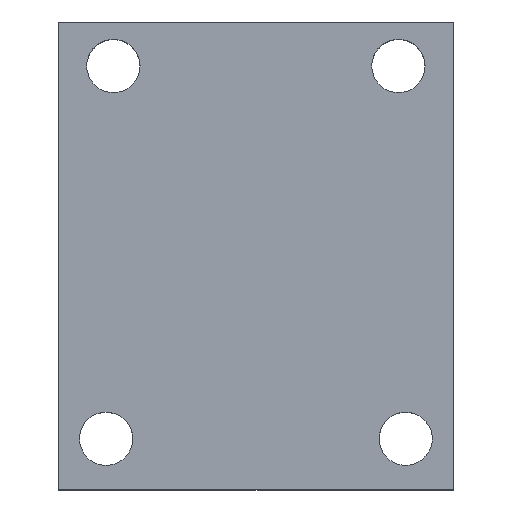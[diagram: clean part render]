
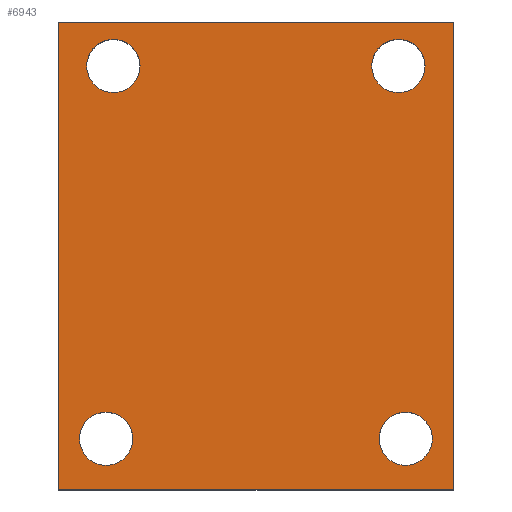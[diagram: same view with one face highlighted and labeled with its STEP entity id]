
A CAD part, top view. The second image highlights one B-rep face of the part: STEP entity #6943.
In plain terms, the highlighted planar face has unit normal (0, 0, 1).
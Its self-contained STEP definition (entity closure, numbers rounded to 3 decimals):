
#656=FACE_BOUND('',#1627,.T.);
#657=FACE_BOUND('',#1628,.T.);
#658=FACE_BOUND('',#1629,.T.);
#659=FACE_BOUND('',#1630,.T.);
#894=PLANE('',#7238);
#1242=FACE_OUTER_BOUND('',#1626,.T.);
#1626=EDGE_LOOP('',(#6575,#6576,#6577,#6578));
#1627=EDGE_LOOP('',(#6579));
#1628=EDGE_LOOP('',(#6580));
#1629=EDGE_LOOP('',(#6581));
#1630=EDGE_LOOP('',(#6582));
#1960=LINE('',#10788,#2679);
#2345=LINE('',#11732,#3064);
#2347=LINE('',#11736,#3066);
#2349=LINE('',#11739,#3068);
#2679=VECTOR('',#7802,10.);
#3064=VECTOR('',#8509,10.);
#3066=VECTOR('',#8513,10.);
#3068=VECTOR('',#8517,10.);
#3097=CIRCLE('',#7227,2.896);
#3098=CIRCLE('',#7229,2.896);
#3099=CIRCLE('',#7231,2.896);
#3100=CIRCLE('',#7233,2.896);
#3463=VERTEX_POINT('',#10785);
#3464=VERTEX_POINT('',#10787);
#3730=VERTEX_POINT('',#11715);
#3731=VERTEX_POINT('',#11719);
#3732=VERTEX_POINT('',#11723);
#3733=VERTEX_POINT('',#11727);
#3734=VERTEX_POINT('',#11731);
#3735=VERTEX_POINT('',#11735);
#4270=EDGE_CURVE('',#3464,#3463,#1960,.T.);
#4673=EDGE_CURVE('',#3730,#3730,#3097,.T.);
#4675=EDGE_CURVE('',#3731,#3731,#3098,.T.);
#4677=EDGE_CURVE('',#3732,#3732,#3099,.T.);
#4679=EDGE_CURVE('',#3733,#3733,#3100,.T.);
#4680=EDGE_CURVE('',#3734,#3464,#2345,.T.);
#4682=EDGE_CURVE('',#3735,#3734,#2347,.T.);
#4684=EDGE_CURVE('',#3463,#3735,#2349,.T.);
#6575=ORIENTED_EDGE('',*,*,#4270,.T.);
#6576=ORIENTED_EDGE('',*,*,#4684,.T.);
#6577=ORIENTED_EDGE('',*,*,#4682,.T.);
#6578=ORIENTED_EDGE('',*,*,#4680,.T.);
#6579=ORIENTED_EDGE('',*,*,#4673,.T.);
#6580=ORIENTED_EDGE('',*,*,#4675,.T.);
#6581=ORIENTED_EDGE('',*,*,#4677,.T.);
#6582=ORIENTED_EDGE('',*,*,#4679,.T.);
#6943=ADVANCED_FACE('',(#1242,#656,#657,#658,#659),#894,.T.);
#7227=AXIS2_PLACEMENT_3D('',#11717,#8490,#8491);
#7229=AXIS2_PLACEMENT_3D('',#11721,#8495,#8496);
#7231=AXIS2_PLACEMENT_3D('',#11725,#8500,#8501);
#7233=AXIS2_PLACEMENT_3D('',#11729,#8505,#8506);
#7238=AXIS2_PLACEMENT_3D('',#11741,#8520,#8521);
#7802=DIRECTION('',(1.,0.,0.));
#8490=DIRECTION('center_axis',(0.,0.,-1.));
#8491=DIRECTION('ref_axis',(1.,0.,0.));
#8495=DIRECTION('center_axis',(0.,0.,-1.));
#8496=DIRECTION('ref_axis',(1.,0.,0.));
#8500=DIRECTION('center_axis',(0.,0.,-1.));
#8501=DIRECTION('ref_axis',(1.,0.,0.));
#8505=DIRECTION('center_axis',(0.,0.,-1.));
#8506=DIRECTION('ref_axis',(1.,0.,0.));
#8509=DIRECTION('',(0.,-1.,0.));
#8513=DIRECTION('',(-1.,0.,0.));
#8517=DIRECTION('',(0.,1.,0.));
#8520=DIRECTION('center_axis',(0.,0.,1.));
#8521=DIRECTION('ref_axis',(1.,0.,0.));
#10785=CARTESIAN_POINT('',(42.875,0.,19.05));
#10787=CARTESIAN_POINT('',(0.,0.,19.05));
#10788=CARTESIAN_POINT('',(0.,0.,19.05));
#11715=CARTESIAN_POINT('',(34.798,5.537,19.05));
#11717=CARTESIAN_POINT('Origin',(37.694,5.537,19.05));
#11719=CARTESIAN_POINT('',(3.048,46.025,19.05));
#11721=CARTESIAN_POINT('Origin',(5.944,46.025,19.05));
#11723=CARTESIAN_POINT('',(34.011,46.025,19.05));
#11725=CARTESIAN_POINT('Origin',(36.906,46.025,19.05));
#11727=CARTESIAN_POINT('',(2.261,5.537,19.05));
#11729=CARTESIAN_POINT('Origin',(5.156,5.537,19.05));
#11731=CARTESIAN_POINT('',(0.,50.8,19.05));
#11732=CARTESIAN_POINT('',(0.,50.8,19.05));
#11735=CARTESIAN_POINT('',(42.875,50.8,19.05));
#11736=CARTESIAN_POINT('',(42.875,50.8,19.05));
#11739=CARTESIAN_POINT('',(42.875,0.,19.05));
#11741=CARTESIAN_POINT('Origin',(21.438,25.4,19.05));
